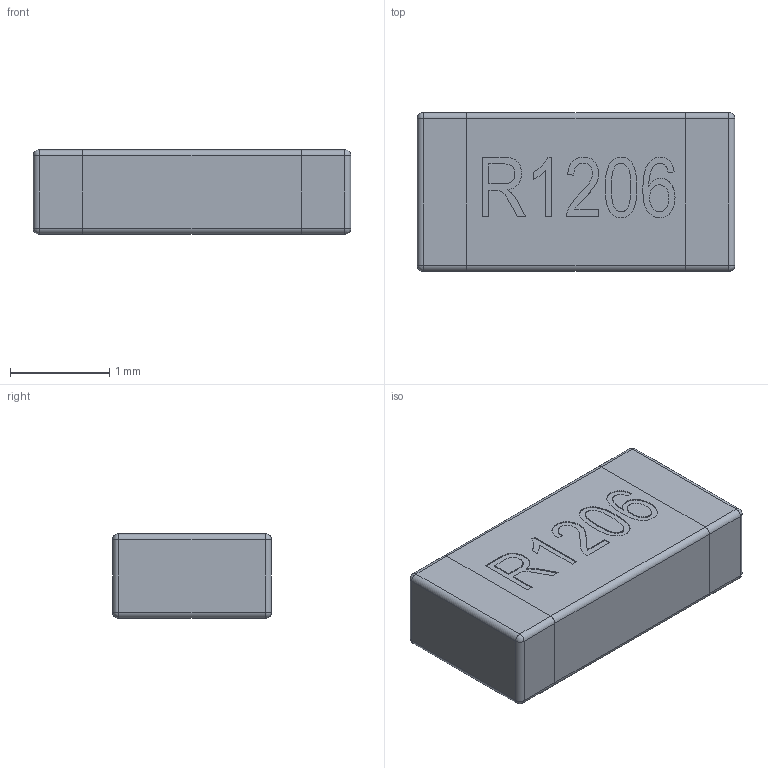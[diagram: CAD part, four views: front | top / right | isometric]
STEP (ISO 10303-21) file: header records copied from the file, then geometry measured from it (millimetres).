
FILE_DESCRIPTION(/* description */ (''),/* implementation_level */ '2;1');
FILE_NAME(/* name */ 'Resistor_SMD_0,25W_1206.stp',/* time_stamp */ '2018-07-29T23:23:56+02:00',/* author */ ('gabri'),/* organization */ (''),/* preprocessor_version */ 'ST-DEVELOPER v17',/* originating_system */ 'Autodesk Inventor 2019',/* authorisation */ '');
FILE_SCHEMA (('AUTOMOTIVE_DESIGN { 1 0 10303 214 3 1 1 }'));
Length unit declared in the file: millimetre
Products named in the file (1): Resistor_SMD_0,25W_1206
Bounding box: 3.2 x 1.6 x 0.85 mm (x, y, z)
Volume: 4.3 mm3; surface area: 23.4 mm2
Topology: 3 solids, 3 shells, 115 faces, 279 edges, 178 vertices
Faces by surface type: plane 47, bspline 40, cylinder 20, sphere 8
Entity records: 3786 total; most frequent: CARTESIAN_POINT 1197, ORIENTED_EDGE 558, DIRECTION 391, EDGE_CURVE 279, VERTEX_POINT 178, LINE 159, VECTOR 159, EDGE_LOOP 123
